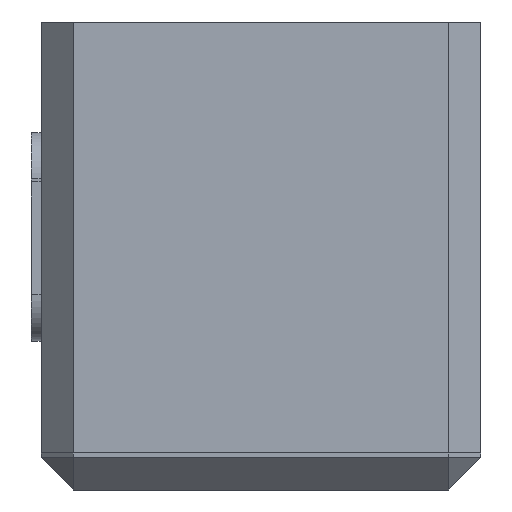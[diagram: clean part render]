
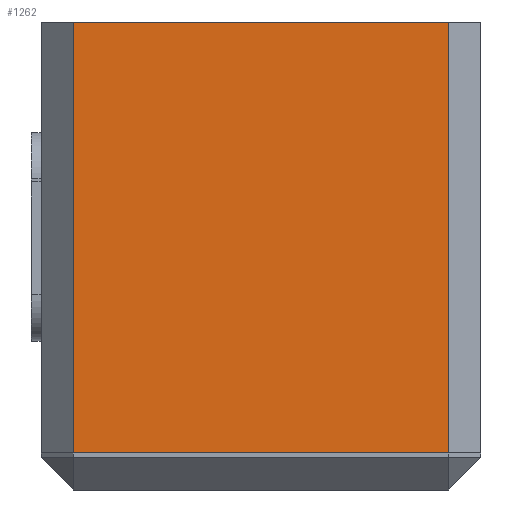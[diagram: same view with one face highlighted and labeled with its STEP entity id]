
A CAD part, left-side view. The second image highlights one B-rep face of the part: STEP entity #1262.
In plain terms, the highlighted planar face has unit normal (-1, 0, 0).
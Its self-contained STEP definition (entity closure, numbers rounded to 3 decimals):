
#491 = EDGE_CURVE('',#492,#494,#496,.T.);
#492 = VERTEX_POINT('',#493);
#493 = CARTESIAN_POINT('',(-17.312,7.574,1.5));
#494 = VERTEX_POINT('',#495);
#495 = CARTESIAN_POINT('',(-17.312,-7.574,1.5));
#496 = LINE('',#497,#498);
#497 = CARTESIAN_POINT('',(-17.312,8.874,1.5));
#498 = VECTOR('',#499,1.);
#499 = DIRECTION('',(0.,-1.,0.));
#1262 = ADVANCED_FACE('',(#1263),#1288,.F.);
#1263 = FACE_BOUND('',#1264,.F.);
#1264 = EDGE_LOOP('',(#1265,#1266,#1274,#1282));
#1265 = ORIENTED_EDGE('',*,*,#491,.F.);
#1266 = ORIENTED_EDGE('',*,*,#1267,.T.);
#1267 = EDGE_CURVE('',#492,#1268,#1270,.T.);
#1268 = VERTEX_POINT('',#1269);
#1269 = CARTESIAN_POINT('',(-17.312,7.574,18.9));
#1270 = LINE('',#1271,#1272);
#1271 = CARTESIAN_POINT('',(-17.312,7.574,1.5));
#1272 = VECTOR('',#1273,1.);
#1273 = DIRECTION('',(0.,0.,1.));
#1274 = ORIENTED_EDGE('',*,*,#1275,.T.);
#1275 = EDGE_CURVE('',#1268,#1276,#1278,.T.);
#1276 = VERTEX_POINT('',#1277);
#1277 = CARTESIAN_POINT('',(-17.312,-7.574,18.9));
#1278 = LINE('',#1279,#1280);
#1279 = CARTESIAN_POINT('',(-17.312,8.874,18.9));
#1280 = VECTOR('',#1281,1.);
#1281 = DIRECTION('',(0.,-1.,0.));
#1282 = ORIENTED_EDGE('',*,*,#1283,.F.);
#1283 = EDGE_CURVE('',#494,#1276,#1284,.T.);
#1284 = LINE('',#1285,#1286);
#1285 = CARTESIAN_POINT('',(-17.312,-7.574,1.5));
#1286 = VECTOR('',#1287,1.);
#1287 = DIRECTION('',(0.,0.,1.));
#1288 = PLANE('',#1289);
#1289 = AXIS2_PLACEMENT_3D('',#1290,#1291,#1292);
#1290 = CARTESIAN_POINT('',(-17.312,8.874,1.5));
#1291 = DIRECTION('',(1.,0.,0.));
#1292 = DIRECTION('',(0.,-1.,0.));
